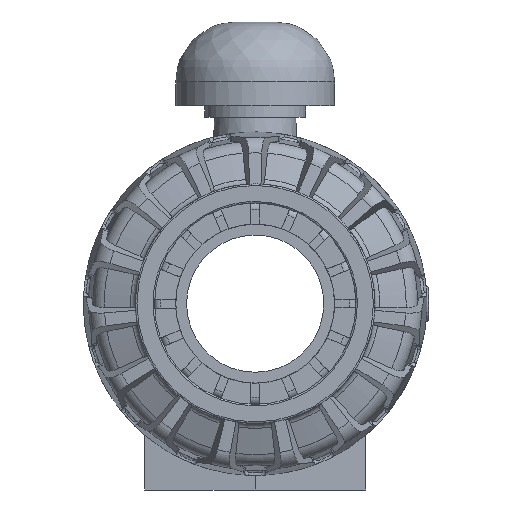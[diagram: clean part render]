
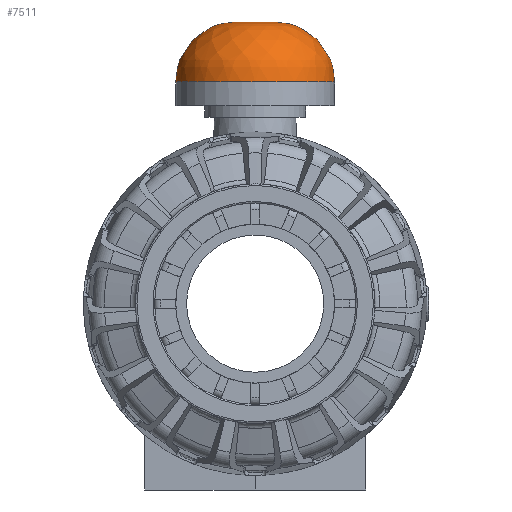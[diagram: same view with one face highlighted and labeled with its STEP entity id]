
A CAD part, left-side view. The second image highlights one B-rep face of the part: STEP entity #7511.
In plain terms, the highlighted free-form (B-spline) face has degree [2, 2] with [3, 9] control points.
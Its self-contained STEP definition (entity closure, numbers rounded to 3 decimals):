
#1298=FACE_OUTER_BOUND($,#1739,.T.);
#1739=EDGE_LOOP($,(#5064,#5065,#5066,#5067,#5068,#5069,#5070,#5071,#5072,
#5073));
#2214=(
BOUNDED_CURVE()
B_SPLINE_CURVE(2,(#10901,#10902,#10903),.UNSPECIFIED.,.F.,.F.)
B_SPLINE_CURVE_WITH_KNOTS((3,3),(1.087,1.571),
 .UNSPECIFIED.)
CURVE()
GEOMETRIC_REPRESENTATION_ITEM()
RATIONAL_B_SPLINE_CURVE((0.875,0.91,1.))
REPRESENTATION_ITEM($)
);
#2215=B_SPLINE_CURVE_WITH_KNOTS($,3,(#10883,#10884,#10885,#10886,#10887,
#10888,#10889,#10890,#10891,#10892),.UNSPECIFIED.,.F.,.F.,(4,2,2,2,4),(-13.234,
-12.228,-10.835,-9.289,-8.414),
 .UNSPECIFIED.);
#2216=B_SPLINE_CURVE_WITH_KNOTS($,3,(#10894,#10895,#10896,#10897),
 .UNSPECIFIED.,.F.,.F.,(4,4),(-1.822,-1.126),
 .UNSPECIFIED.);
#2217=B_SPLINE_CURVE_WITH_KNOTS($,3,(#10908,#10909,#10910,#10911),
 .UNSPECIFIED.,.F.,.F.,(4,4),(-24.028,-23.332),
 .UNSPECIFIED.);
#2218=B_SPLINE_CURVE_WITH_KNOTS($,3,(#10912,#10913,#10914,#10915,#10916,
#10917,#10918,#10919,#10920,#10921),.UNSPECIFIED.,.F.,.F.,(4,2,2,2,4),(-4.819,
-4.291,-2.753,-1.349,0.),
 .UNSPECIFIED.);
#2680=CIRCLE($,#7965,55.);
#2681=CIRCLE($,#7966,32.295);
#2682=CIRCLE($,#7967,13.5);
#2683=CIRCLE($,#7968,32.295);
#3033=VERTEX_POINT($,#10879);
#3034=VERTEX_POINT($,#10880);
#3035=VERTEX_POINT($,#10882);
#3036=VERTEX_POINT($,#10893);
#3037=VERTEX_POINT($,#10898);
#3038=VERTEX_POINT($,#10900);
#3039=VERTEX_POINT($,#10905);
#3040=VERTEX_POINT($,#10907);
#3842=EDGE_CURVE($,#3033,#3034,#2680,.T.);
#3843=EDGE_CURVE($,#3033,#3035,#2215,.T.);
#3844=EDGE_CURVE($,#3035,#3036,#2216,.T.);
#3845=EDGE_CURVE($,#3036,#3037,#2681,.T.);
#3846=EDGE_CURVE($,#3037,#3038,#2214,.T.);
#3847=EDGE_CURVE($,#3038,#3038,#2682,.T.);
#3848=EDGE_CURVE($,#3037,#3039,#2683,.T.);
#3849=EDGE_CURVE($,#3039,#3040,#2217,.T.);
#3850=EDGE_CURVE($,#3040,#3034,#2218,.T.);
#5064=ORIENTED_EDGE($,*,*,#3842,.F.);
#5065=ORIENTED_EDGE($,*,*,#3843,.T.);
#5066=ORIENTED_EDGE($,*,*,#3844,.T.);
#5067=ORIENTED_EDGE($,*,*,#3845,.T.);
#5068=ORIENTED_EDGE($,*,*,#3846,.T.);
#5069=ORIENTED_EDGE($,*,*,#3847,.T.);
#5070=ORIENTED_EDGE($,*,*,#3846,.F.);
#5071=ORIENTED_EDGE($,*,*,#3848,.T.);
#5072=ORIENTED_EDGE($,*,*,#3849,.T.);
#5073=ORIENTED_EDGE($,*,*,#3850,.T.);
#7508=(
BOUNDED_SURFACE()
B_SPLINE_SURFACE(2,2,((#10852,#10853,#10854,#10855,#10856,#10857,#10858,
#10859,#10860),(#10861,#10862,#10863,#10864,#10865,#10866,#10867,#10868,
#10869),(#10870,#10871,#10872,#10873,#10874,#10875,#10876,#10877,#10878)),
 .UNSPECIFIED.,.F.,.T.,.F.)
B_SPLINE_SURFACE_WITH_KNOTS((3,3),(3,2,2,2,3),(-1.571,0.),
(-3.142,-1.571,0.,1.571,3.142),
 .UNSPECIFIED.)
GEOMETRIC_REPRESENTATION_ITEM()
RATIONAL_B_SPLINE_SURFACE(((1.,0.707,1.,0.707,1.,
0.707,1.,0.707,1.),(0.707,0.5,
0.707,0.5,0.707,0.5,
0.707,0.5,0.707),(1.,0.707,
1.,0.707,1.,0.707,1.,0.707,1.)))
REPRESENTATION_ITEM($)
SURFACE()
);
#7511=ADVANCED_FACE($,(#1298),#7508,.F.);
#7965=AXIS2_PLACEMENT_3D($,#10881,#8808,#8809);
#7966=AXIS2_PLACEMENT_3D($,#10899,#8810,#8811);
#7967=AXIS2_PLACEMENT_3D($,#10904,#8812,#8813);
#7968=AXIS2_PLACEMENT_3D($,#10906,#8814,#8815);
#8808=DIRECTION('center_axis',(0.,0.,-1.));
#8809=DIRECTION('ref_axis',(-1.,0.,0.));
#8810=DIRECTION('center_axis',(0.,0.,1.));
#8811=DIRECTION('ref_axis',(-1.,0.,0.));
#8812=DIRECTION('center_axis',(0.,0.,-1.));
#8813=DIRECTION('ref_axis',(-1.,0.,0.));
#8814=DIRECTION('center_axis',(0.,0.,1.));
#8815=DIRECTION('ref_axis',(-1.,0.,0.));
#10852=CARTESIAN_POINT('Ctrl Pts',(13.5,0.,58.));
#10853=CARTESIAN_POINT('Ctrl Pts',(13.5,-13.5,58.));
#10854=CARTESIAN_POINT('Ctrl Pts',(0.,-13.5,
58.));
#10855=CARTESIAN_POINT('Ctrl Pts',(-13.5,-13.5,58.));
#10856=CARTESIAN_POINT('Ctrl Pts',(-13.5,0.,
58.));
#10857=CARTESIAN_POINT('Ctrl Pts',(-13.5,13.5,58.));
#10858=CARTESIAN_POINT('Ctrl Pts',(0.,13.5,
58.));
#10859=CARTESIAN_POINT('Ctrl Pts',(13.5,13.5,58.));
#10860=CARTESIAN_POINT('Ctrl Pts',(13.5,0.,58.));
#10861=CARTESIAN_POINT('Ctrl Pts',(55.,0.,
58.));
#10862=CARTESIAN_POINT('Ctrl Pts',(55.,-55.,58.));
#10863=CARTESIAN_POINT('Ctrl Pts',(0.,-55.,58.));
#10864=CARTESIAN_POINT('Ctrl Pts',(-55.,-55.,58.));
#10865=CARTESIAN_POINT('Ctrl Pts',(-55.,0.,
58.));
#10866=CARTESIAN_POINT('Ctrl Pts',(-55.,55.,58.));
#10867=CARTESIAN_POINT('Ctrl Pts',(0.,55.,
58.));
#10868=CARTESIAN_POINT('Ctrl Pts',(55.,55.,58.));
#10869=CARTESIAN_POINT('Ctrl Pts',(55.,0.,
58.));
#10870=CARTESIAN_POINT('Ctrl Pts',(55.,0.,16.5));
#10871=CARTESIAN_POINT('Ctrl Pts',(55.,-55.,16.5));
#10872=CARTESIAN_POINT('Ctrl Pts',(0.,-55.,16.5));
#10873=CARTESIAN_POINT('Ctrl Pts',(-55.,-55.,16.5));
#10874=CARTESIAN_POINT('Ctrl Pts',(-55.,0.,16.5));
#10875=CARTESIAN_POINT('Ctrl Pts',(-55.,55.,16.5));
#10876=CARTESIAN_POINT('Ctrl Pts',(0.,55.,
16.5));
#10877=CARTESIAN_POINT('Ctrl Pts',(55.,55.,16.5));
#10878=CARTESIAN_POINT('Ctrl Pts',(55.,0.,16.5));
#10879=CARTESIAN_POINT('',(46.928,-28.684,16.5));
#10880=CARTESIAN_POINT('',(46.928,28.684,16.5));
#10881=CARTESIAN_POINT('Origin',(0.,0.,16.5));
#10882=CARTESIAN_POINT('',(19.094,-30.006,51.647));
#10883=CARTESIAN_POINT('Ctrl Pts',(46.928,-28.684,16.5));
#10884=CARTESIAN_POINT('Ctrl Pts',(46.928,-28.684,19.837));
#10885=CARTESIAN_POINT('Ctrl Pts',(46.441,-28.708,23.16));
#10886=CARTESIAN_POINT('Ctrl Pts',(44.148,-28.823,30.822));
#10887=CARTESIAN_POINT('Ctrl Pts',(41.943,-28.934,34.943));
#10888=CARTESIAN_POINT('Ctrl Pts',(35.758,-29.236,42.56));
#10889=CARTESIAN_POINT('Ctrl Pts',(31.728,-29.429,45.804));
#10890=CARTESIAN_POINT('Ctrl Pts',(24.591,-29.759,49.655));
#10891=CARTESIAN_POINT('Ctrl Pts',(21.885,-29.882,50.772));
#10892=CARTESIAN_POINT('Ctrl Pts',(19.094,-30.006,51.647));
#10893=CARTESIAN_POINT('',(11.941,-30.006,53.5));
#10894=CARTESIAN_POINT('Ctrl Pts',(19.094,-30.006,51.647));
#10895=CARTESIAN_POINT('Ctrl Pts',(16.852,-30.006,52.403));
#10896=CARTESIAN_POINT('Ctrl Pts',(14.426,-30.006,53.033));
#10897=CARTESIAN_POINT('Ctrl Pts',(11.941,-30.006,53.5));
#10898=CARTESIAN_POINT('',(32.295,0.,53.5));
#10899=CARTESIAN_POINT('Origin',(0.,0.,53.5));
#10900=CARTESIAN_POINT('',(13.5,0.,58.));
#10901=CARTESIAN_POINT('Ctrl Pts',(32.295,0.,
53.5));
#10902=CARTESIAN_POINT('Ctrl Pts',(23.436,0.,
58.));
#10903=CARTESIAN_POINT('Ctrl Pts',(13.5,0.,58.));
#10904=CARTESIAN_POINT('Origin',(0.,0.,58.));
#10905=CARTESIAN_POINT('',(11.941,30.006,53.5));
#10906=CARTESIAN_POINT('Origin',(0.,0.,53.5));
#10907=CARTESIAN_POINT('',(19.094,30.006,51.647));
#10908=CARTESIAN_POINT('Ctrl Pts',(11.941,30.006,53.5));
#10909=CARTESIAN_POINT('Ctrl Pts',(14.426,30.006,53.033));
#10910=CARTESIAN_POINT('Ctrl Pts',(16.852,30.006,52.403));
#10911=CARTESIAN_POINT('Ctrl Pts',(19.094,30.006,51.647));
#10912=CARTESIAN_POINT('Ctrl Pts',(19.094,30.006,51.647));
#10913=CARTESIAN_POINT('Ctrl Pts',(20.781,29.931,51.119));
#10914=CARTESIAN_POINT('Ctrl Pts',(22.438,29.856,50.501));
#10915=CARTESIAN_POINT('Ctrl Pts',(28.775,29.568,47.703));
#10916=CARTESIAN_POINT('Ctrl Pts',(33.053,29.365,44.848));
#10917=CARTESIAN_POINT('Ctrl Pts',(39.944,29.032,37.844));
#10918=CARTESIAN_POINT('Ctrl Pts',(42.562,28.903,33.931));
#10919=CARTESIAN_POINT('Ctrl Pts',(46.045,28.729,25.437));
#10920=CARTESIAN_POINT('Ctrl Pts',(46.928,28.684,20.997));
#10921=CARTESIAN_POINT('Ctrl Pts',(46.928,28.684,16.5));
